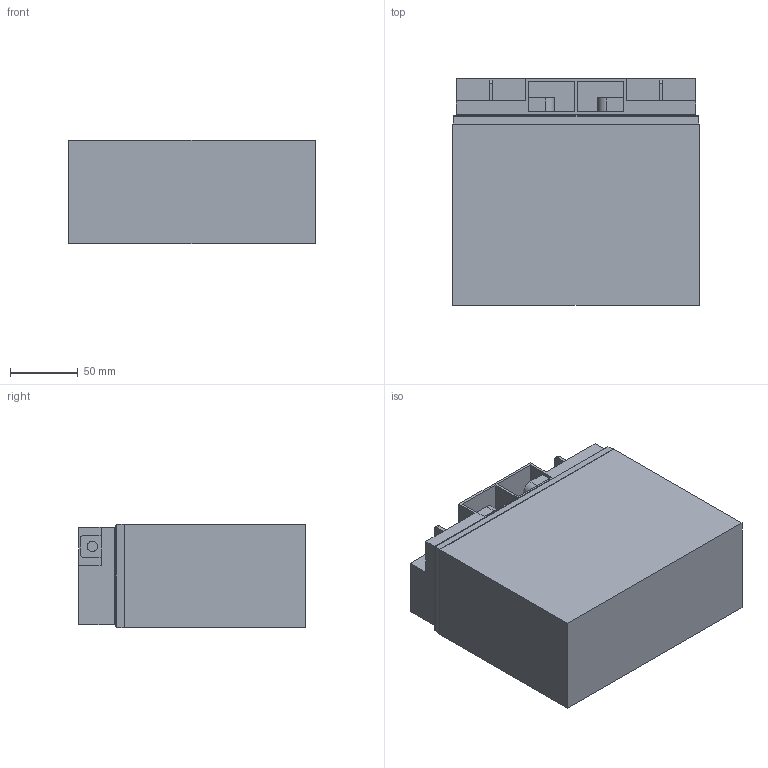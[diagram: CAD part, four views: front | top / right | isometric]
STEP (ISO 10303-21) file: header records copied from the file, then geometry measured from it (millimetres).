
FILE_DESCRIPTION (( 'STEP AP214' ), '1' );
FILE_NAME ('Sigma Battery.step', '2018-12-31T20:29:35', ( '' ), ( '' ), 'SwSTEP 2.0', 'SolidWorks 2018', '' );
FILE_SCHEMA (( 'AUTOMOTIVE_DESIGN' ));
Length unit declared in the file: inch
Products named in the file (1): Sigma Battery
Bounding box: 181.1 x 166.88 x 76.45 mm (x, y, z)
Volume: 2195277 mm3; surface area: 119870.1 mm2
Topology: 1 solids, 1 shells, 66 faces, 166 edges, 108 vertices
Faces by surface type: plane 48, cylinder 18
Entity records: 1994 total; most frequent: CARTESIAN_POINT 365, ORIENTED_EDGE 332, DIRECTION 312, EDGE_CURVE 166, VECTOR 138, LINE 138, VERTEX_POINT 108, AXIS2_PLACEMENT_3D 87
